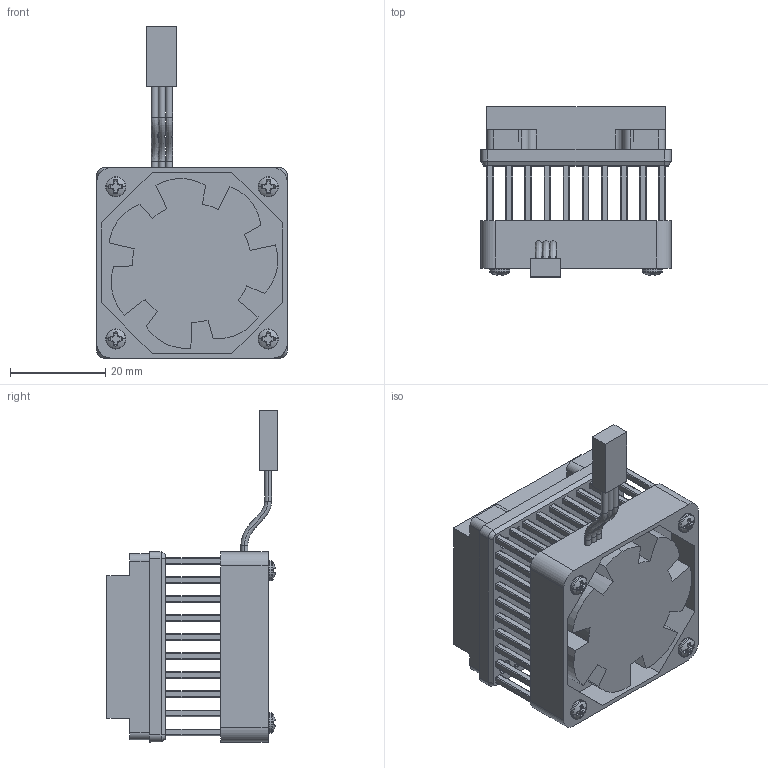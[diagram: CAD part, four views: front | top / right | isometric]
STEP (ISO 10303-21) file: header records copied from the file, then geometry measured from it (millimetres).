
FILE_DESCRIPTION (( 'STEP AP203' ), '1' );
FILE_NAME ('SUA-15-S1.STEP', '2021-10-15T23:56:43', ( '' ), ( '' ), 'SwSTEP 2.0', 'SolidWorks 2021', '' );
FILE_SCHEMA (( 'CONFIG_CONTROL_DESIGN' ));
Length unit declared in the file: inch
Products named in the file (1): SUA-15-S1
Bounding box: 40 x 35.8 x 69.8 mm (x, y, z)
Volume: 30232.6 mm3; surface area: 23418.9 mm2
Topology: 11 solids, 11 shells, 1588 faces, 4230 edges, 2784 vertices
Faces by surface type: cylinder 761, plane 701, cone 88, torus 16, bspline 14, sphere 8
Entity records: 54651 total; most frequent: CARTESIAN_POINT 15023, ORIENTED_EDGE 8460, DIRECTION 8212, EDGE_CURVE 4230, AXIS2_PLACEMENT_3D 2921, VERTEX_POINT 2784, LINE 2370, VECTOR 2370
